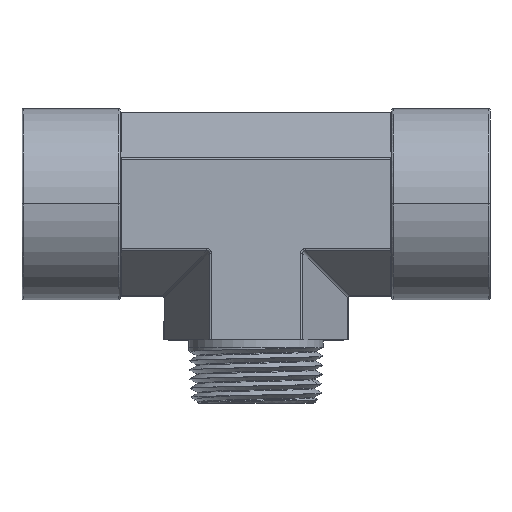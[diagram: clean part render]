
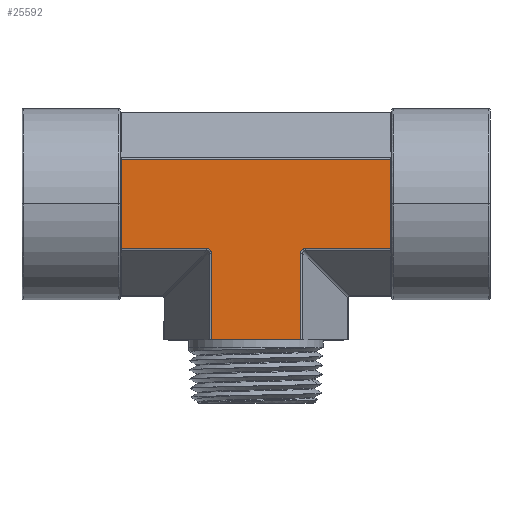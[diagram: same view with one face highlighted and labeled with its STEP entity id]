
A CAD part, top view. The second image highlights one B-rep face of the part: STEP entity #25592.
In plain terms, the highlighted planar face has unit normal (0, 0, 1).
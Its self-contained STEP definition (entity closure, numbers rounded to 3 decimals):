
#338=DIRECTION('',(-1.,0.,0.));
#339=VECTOR('',#338,17.782);
#340=CARTESIAN_POINT('',(8.891,-27.,15.9));
#341=LINE('',#340,#339);
#15184=DIRECTION('',(0.,-1.,0.));
#15185=VECTOR('',#15184,17.782);
#15186=CARTESIAN_POINT('',(26.8,8.891,15.9));
#15187=LINE('',#15186,#15185);
#15191=DIRECTION('',(-1.,0.,0.));
#15192=VECTOR('',#15191,17.043);
#15193=CARTESIAN_POINT('',(26.8,-8.891,15.9));
#15194=LINE('',#15193,#15192);
#15198=CARTESIAN_POINT('',(8.891,-9.757,
15.9));
#15199=CARTESIAN_POINT('',(8.891,-9.725,15.9));
#15200=CARTESIAN_POINT('',(8.894,-9.662,
15.9));
#15201=CARTESIAN_POINT('',(8.907,-9.571,
15.9));
#15202=CARTESIAN_POINT('',(8.927,-9.486,
15.9));
#15203=CARTESIAN_POINT('',(8.953,-9.407,
15.9));
#15204=CARTESIAN_POINT('',(8.986,-9.335,
15.9));
#15205=CARTESIAN_POINT('',(9.023,-9.27,
15.9));
#15206=CARTESIAN_POINT('',(9.064,-9.211,
15.9));
#15207=CARTESIAN_POINT('',(9.109,-9.157,15.9));
#15208=CARTESIAN_POINT('',(9.157,-9.108,
15.9));
#15209=CARTESIAN_POINT('',(9.211,-9.063,
15.9));
#15210=CARTESIAN_POINT('',(9.27,-9.023,
15.9));
#15211=CARTESIAN_POINT('',(9.335,-8.986,
15.9));
#15212=CARTESIAN_POINT('',(9.408,-8.953,
15.9));
#15213=CARTESIAN_POINT('',(9.487,-8.927,
15.9));
#15214=CARTESIAN_POINT('',(9.572,-8.907,
15.9));
#15215=CARTESIAN_POINT('',(9.662,-8.894,
15.9));
#15216=CARTESIAN_POINT('',(9.725,-8.891,
15.9));
#15217=CARTESIAN_POINT('',(9.757,-8.891,
15.9));
#15222=DIRECTION('',(0.,1.,0.));
#15223=VECTOR('',#15222,17.243);
#15224=CARTESIAN_POINT('',(8.891,-27.,15.9));
#15225=LINE('',#15224,#15223);
#15229=DIRECTION('',(0.,1.,0.));
#15230=VECTOR('',#15229,17.243);
#15231=CARTESIAN_POINT('',(-8.891,-27.,15.9));
#15232=LINE('',#15231,#15230);
#15236=CARTESIAN_POINT('',(-9.757,-8.891,
15.9));
#15237=CARTESIAN_POINT('',(-9.725,-8.891,15.9));
#15238=CARTESIAN_POINT('',(-9.662,-8.894,
15.9));
#15239=CARTESIAN_POINT('',(-9.571,-8.907,
15.9));
#15240=CARTESIAN_POINT('',(-9.486,-8.927,
15.9));
#15241=CARTESIAN_POINT('',(-9.407,-8.953,
15.9));
#15242=CARTESIAN_POINT('',(-9.335,-8.986,
15.9));
#15243=CARTESIAN_POINT('',(-9.27,-9.023,
15.9));
#15244=CARTESIAN_POINT('',(-9.211,-9.064,
15.9));
#15245=CARTESIAN_POINT('',(-9.157,-9.109,15.9));
#15246=CARTESIAN_POINT('',(-9.108,-9.157,
15.9));
#15247=CARTESIAN_POINT('',(-9.063,-9.211,
15.9));
#15248=CARTESIAN_POINT('',(-9.023,-9.27,
15.9));
#15249=CARTESIAN_POINT('',(-8.986,-9.335,
15.9));
#15250=CARTESIAN_POINT('',(-8.953,-9.408,
15.9));
#15251=CARTESIAN_POINT('',(-8.927,-9.487,
15.9));
#15252=CARTESIAN_POINT('',(-8.907,-9.572,
15.9));
#15253=CARTESIAN_POINT('',(-8.894,-9.662,
15.9));
#15254=CARTESIAN_POINT('',(-8.891,-9.725,
15.9));
#15255=CARTESIAN_POINT('',(-8.891,-9.757,
15.9));
#15260=DIRECTION('',(1.,0.,0.));
#15261=VECTOR('',#15260,17.043);
#15262=CARTESIAN_POINT('',(-26.8,-8.891,15.9));
#15263=LINE('',#15262,#15261);
#15267=DIRECTION('',(0.,1.,0.));
#15268=VECTOR('',#15267,17.782);
#15269=CARTESIAN_POINT('',(-26.8,-8.891,15.9));
#15270=LINE('',#15269,#15268);
#15274=DIRECTION('',(1.,0.,0.));
#15275=VECTOR('',#15274,53.6);
#15276=CARTESIAN_POINT('',(-26.8,8.891,15.9));
#15277=LINE('',#15276,#15275);
#17167=CARTESIAN_POINT('',(8.891,-27.,15.9));
#17169=VERTEX_POINT('',#17167);
#17170=CARTESIAN_POINT('',(8.891,-9.757,
15.9));
#17171=VERTEX_POINT('',#17170);
#17172=VERTEX_POINT('',#15217);
#17173=CARTESIAN_POINT('',(-8.891,-27.,15.9));
#17175=VERTEX_POINT('',#17173);
#17179=CARTESIAN_POINT('',(-8.891,-9.757,
15.9));
#17180=VERTEX_POINT('',#17179);
#17214=CARTESIAN_POINT('',(26.8,8.891,15.9));
#17215=CARTESIAN_POINT('',(26.8,-8.891,15.9));
#17216=VERTEX_POINT('',#17214);
#17217=VERTEX_POINT('',#17215);
#17278=CARTESIAN_POINT('',(-26.8,-8.891,15.9));
#17279=CARTESIAN_POINT('',(-26.8,8.891,15.9));
#17280=VERTEX_POINT('',#17278);
#17281=VERTEX_POINT('',#17279);
#17350=VERTEX_POINT('',#15236);
#25567=CARTESIAN_POINT('',(0.,9.18,15.9));
#25568=DIRECTION('',(0.,0.,1.));
#25569=DIRECTION('',(0.,-1.,0.));
#25570=AXIS2_PLACEMENT_3D('',#25567,#25568,#25569);
#25571=PLANE('',#25570);
#25572=ORIENTED_EDGE('',*,*,#25558,.T.);
#25574=ORIENTED_EDGE('',*,*,#25573,.T.);
#25576=ORIENTED_EDGE('',*,*,#25575,.F.);
#25578=ORIENTED_EDGE('',*,*,#25577,.F.);
#25579=ORIENTED_EDGE('',*,*,#17565,.T.);
#25581=ORIENTED_EDGE('',*,*,#25580,.T.);
#25583=ORIENTED_EDGE('',*,*,#25582,.F.);
#25585=ORIENTED_EDGE('',*,*,#25584,.F.);
#25587=ORIENTED_EDGE('',*,*,#25586,.T.);
#25589=ORIENTED_EDGE('',*,*,#25588,.T.);
#25590=EDGE_LOOP('',(#25572,#25574,#25576,#25578,#25579,#25581,#25583,#25585,
#25587,#25589));
#25591=FACE_OUTER_BOUND('',#25590,.F.);
#15218=B_SPLINE_CURVE_WITH_KNOTS('',3,(#15198,#15199,#15200,#15201,#15202,
#15203,#15204,#15205,#15206,#15207,#15208,#15209,#15210,#15211,#15212,#15213,
#15214,#15215,#15216,#15217),.UNSPECIFIED.,.F.,.F.,(4,1,1,1,1,1,1,1,1,1,1,1,1,1,
1,1,1,4),(0.,0.059,0.118,0.176,
0.235,0.294,0.353,0.412,
0.471,0.529,0.588,0.647,
0.706,0.765,0.824,0.882,
0.941,1.),.UNSPECIFIED.);
#15256=B_SPLINE_CURVE_WITH_KNOTS('',3,(#15236,#15237,#15238,#15239,#15240,
#15241,#15242,#15243,#15244,#15245,#15246,#15247,#15248,#15249,#15250,#15251,
#15252,#15253,#15254,#15255),.UNSPECIFIED.,.F.,.F.,(4,1,1,1,1,1,1,1,1,1,1,1,1,1,
1,1,1,4),(0.,0.059,0.118,0.176,
0.235,0.294,0.353,0.412,
0.471,0.529,0.588,0.647,
0.706,0.765,0.824,0.882,
0.941,1.),.UNSPECIFIED.);
#17565=EDGE_CURVE('',#17169,#17175,#341,.T.);
#25558=EDGE_CURVE('',#17216,#17217,#15187,.T.);
#25573=EDGE_CURVE('',#17217,#17172,#15194,.T.);
#25575=EDGE_CURVE('',#17171,#17172,#15218,.T.);
#25577=EDGE_CURVE('',#17169,#17171,#15225,.T.);
#25580=EDGE_CURVE('',#17175,#17180,#15232,.T.);
#25582=EDGE_CURVE('',#17350,#17180,#15256,.T.);
#25584=EDGE_CURVE('',#17280,#17350,#15263,.T.);
#25586=EDGE_CURVE('',#17280,#17281,#15270,.T.);
#25588=EDGE_CURVE('',#17281,#17216,#15277,.T.);
#25592=ADVANCED_FACE('',(#25591),#25571,.T.);
